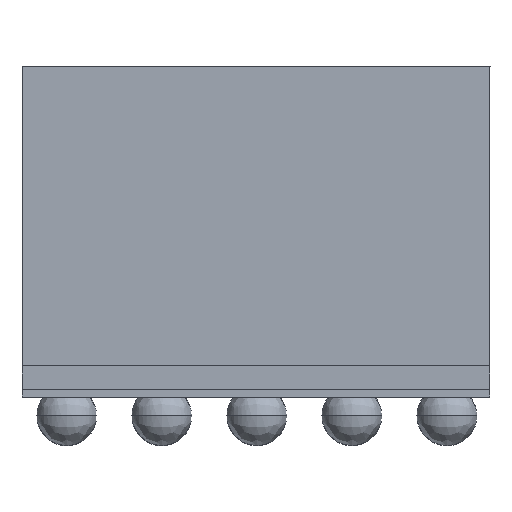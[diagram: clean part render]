
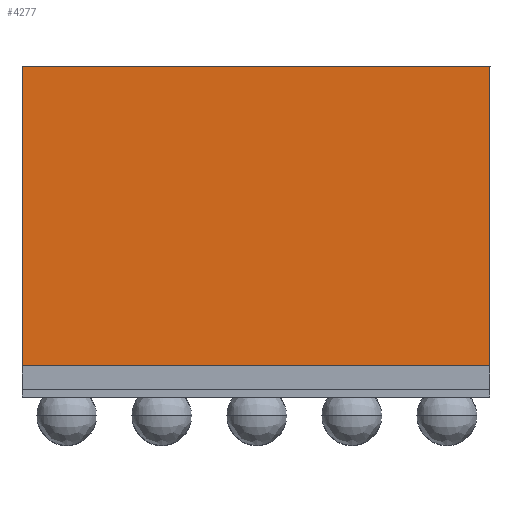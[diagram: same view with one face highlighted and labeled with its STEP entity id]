
A CAD part, left-side view. The second image highlights one B-rep face of the part: STEP entity #4277.
In plain terms, the highlighted planar face has unit normal (-1, 0, 0).
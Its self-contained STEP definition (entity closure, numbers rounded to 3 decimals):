
#390 = FACE_OUTER_BOUND ( 'NONE', #2939, .T. ) ;
#431 = CARTESIAN_POINT ( 'NONE',  ( -5.626, 3.126, 4.67 ) ) ;
#460 = VERTEX_POINT ( 'NONE', #431 ) ;
#502 = CARTESIAN_POINT ( 'NONE',  ( -5.626, -3.126, 4.67 ) ) ;
#734 = LINE ( 'NONE', #6043, #1999 ) ;
#806 = DIRECTION ( 'NONE',  ( -1., 0., 0. ) ) ;
#921 = LINE ( 'NONE', #502, #5013 ) ;
#1153 = VERTEX_POINT ( 'NONE', #3461 ) ;
#1208 = CARTESIAN_POINT ( 'NONE',  ( -5.625, -3.125, 0.67 ) ) ;
#1925 = CARTESIAN_POINT ( 'NONE',  ( -5.625, 3.125, 0.67 ) ) ;
#1999 = VECTOR ( 'NONE', #4392, 1000. ) ;
#2061 = LINE ( 'NONE', #5366, #4297 ) ;
#2290 = VERTEX_POINT ( 'NONE', #1208 ) ;
#2513 = DIRECTION ( 'NONE',  ( 0., 0., 1. ) ) ;
#2616 = DIRECTION ( 'NONE',  ( 0., 0., -1. ) ) ;
#2664 = CARTESIAN_POINT ( 'NONE',  ( -5.626, 0., 4.67 ) ) ;
#2823 = CARTESIAN_POINT ( 'NONE',  ( -5.625, 3.125, 0.67 ) ) ;
#2852 = ORIENTED_EDGE ( 'NONE', *, *, #3088, .T. ) ;
#2939 = EDGE_LOOP ( 'NONE', ( #6864, #5068, #2852, #6293 ) ) ;
#3088 = EDGE_CURVE ( 'NONE', #5614, #2290, #2061, .T. ) ;
#3461 = CARTESIAN_POINT ( 'NONE',  ( -5.626, -3.126, 4.67 ) ) ;
#3600 = DIRECTION ( 'NONE',  ( 0., -1., 0. ) ) ;
#3771 = AXIS2_PLACEMENT_3D ( 'NONE', #1925, #806, #2513 ) ;
#4236 = LINE ( 'NONE', #2664, #6573 ) ;
#4277 = ADVANCED_FACE ( 'NONE', ( #390 ), #6703, .T. ) ;
#4297 = VECTOR ( 'NONE', #3600, 1000. ) ;
#4392 = DIRECTION ( 'NONE',  ( 0., 0., -1. ) ) ;
#5013 = VECTOR ( 'NONE', #2616, 1000. ) ;
#5068 = ORIENTED_EDGE ( 'NONE', *, *, #5754, .T. ) ;
#5366 = CARTESIAN_POINT ( 'NONE',  ( -5.625, 3.125, 0.67 ) ) ;
#5614 = VERTEX_POINT ( 'NONE', #2823 ) ;
#5713 = DIRECTION ( 'NONE',  ( 0., -1., 0. ) ) ;
#5754 = EDGE_CURVE ( 'NONE', #460, #5614, #734, .T. ) ;
#6043 = CARTESIAN_POINT ( 'NONE',  ( -5.626, 3.126, 4.67 ) ) ;
#6139 = EDGE_CURVE ( 'NONE', #460, #1153, #4236, .T. ) ;
#6293 = ORIENTED_EDGE ( 'NONE', *, *, #6442, .F. ) ;
#6442 = EDGE_CURVE ( 'NONE', #1153, #2290, #921, .T. ) ;
#6573 = VECTOR ( 'NONE', #5713, 1000. ) ;
#6703 = PLANE ( 'NONE',  #3771 ) ;
#6864 = ORIENTED_EDGE ( 'NONE', *, *, #6139, .F. ) ;
